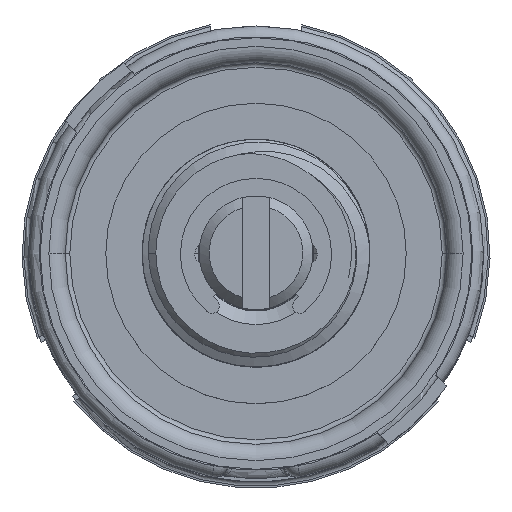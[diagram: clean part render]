
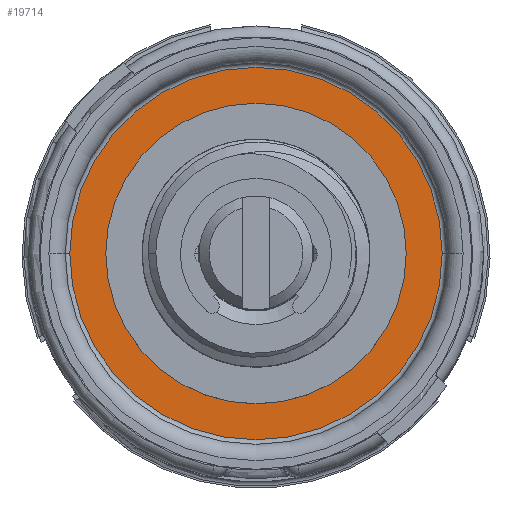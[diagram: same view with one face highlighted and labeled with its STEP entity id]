
A CAD part, top view. The second image highlights one B-rep face of the part: STEP entity #19714.
In plain terms, the highlighted face is planar.
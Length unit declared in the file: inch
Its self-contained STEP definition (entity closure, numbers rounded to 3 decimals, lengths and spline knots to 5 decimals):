
#19061=CARTESIAN_POINT('',(0.,0.013,0.));
#19062=DIRECTION('',(0.,1.,0.));
#19063=DIRECTION('',(1.,0.,0.));
#19064=AXIS2_PLACEMENT_3D('',#19061,#19062,#19063);
#19066=CARTESIAN_POINT('',(0.,0.013,0.));
#19067=DIRECTION('',(0.,-1.,0.));
#19068=DIRECTION('',(1.,0.,0.));
#19069=AXIS2_PLACEMENT_3D('',#19066,#19067,#19068);
#19071=CARTESIAN_POINT('',(0.,0.013,0.));
#19072=DIRECTION('',(0.,1.,0.));
#19073=DIRECTION('',(-0.574,0.,-0.819));
#19074=AXIS2_PLACEMENT_3D('',#19071,#19072,#19073);
#19076=DIRECTION('',(1.,0.,0.));
#19077=VECTOR('',#19076,0.17108);
#19078=CARTESIAN_POINT('',(-0.08554,0.013,0.122));
#19079=LINE('',#19078,#19077);
#19080=CARTESIAN_POINT('',(0.,0.013,0.));
#19081=DIRECTION('',(0.,1.,0.));
#19082=DIRECTION('',(0.574,0.,0.819));
#19083=AXIS2_PLACEMENT_3D('',#19080,#19081,#19082);
#19085=DIRECTION('',(-1.,0.,0.));
#19086=VECTOR('',#19085,0.17108);
#19087=CARTESIAN_POINT('',(0.08554,0.013,-0.122));
#19088=LINE('',#19087,#19086);
#19119=CARTESIAN_POINT('',(0.2045,0.013,0.));
#19120=VERTEX_POINT('',#19119);
#19135=CARTESIAN_POINT('',(-0.2045,0.013,0.));
#19136=VERTEX_POINT('',#19135);
#19187=CARTESIAN_POINT('',(-0.08554,0.013,-0.122));
#19188=CARTESIAN_POINT('',(-0.08554,0.013,0.122));
#19189=VERTEX_POINT('',#19187);
#19190=VERTEX_POINT('',#19188);
#19191=CARTESIAN_POINT('',(0.08554,0.013,0.122));
#19192=VERTEX_POINT('',#19191);
#19193=CARTESIAN_POINT('',(0.08554,0.013,-0.122));
#19194=VERTEX_POINT('',#19193);
#19695=CARTESIAN_POINT('',(0.,0.013,0.));
#19696=DIRECTION('',(0.,-1.,0.));
#19697=DIRECTION('',(-1.,0.,0.));
#19698=AXIS2_PLACEMENT_3D('',#19695,#19696,#19697);
#19699=PLANE('',#19698);
#19700=ORIENTED_EDGE('',*,*,#19688,.F.);
#19701=ORIENTED_EDGE('',*,*,#19677,.T.);
#19702=EDGE_LOOP('',(#19700,#19701));
#19703=FACE_OUTER_BOUND('',#19702,.F.);
#19705=ORIENTED_EDGE('',*,*,#19704,.T.);
#19707=ORIENTED_EDGE('',*,*,#19706,.T.);
#19709=ORIENTED_EDGE('',*,*,#19708,.T.);
#19711=ORIENTED_EDGE('',*,*,#19710,.T.);
#19712=EDGE_LOOP('',(#19705,#19707,#19709,#19711));
#19713=FACE_BOUND('',#19712,.F.);
#19714=ADVANCED_FACE('',(#19703,#19713),#19699,.F.);
#19065=CIRCLE('',#19064,0.2045);
#19070=CIRCLE('',#19069,0.2045);
#19075=CIRCLE('',#19074,0.149);
#19084=CIRCLE('',#19083,0.149);
#19677=EDGE_CURVE('',#19120,#19136,#19070,.T.);
#19688=EDGE_CURVE('',#19120,#19136,#19065,.T.);
#19704=EDGE_CURVE('',#19189,#19190,#19075,.T.);
#19706=EDGE_CURVE('',#19190,#19192,#19079,.T.);
#19708=EDGE_CURVE('',#19192,#19194,#19084,.T.);
#19710=EDGE_CURVE('',#19194,#19189,#19088,.T.);
